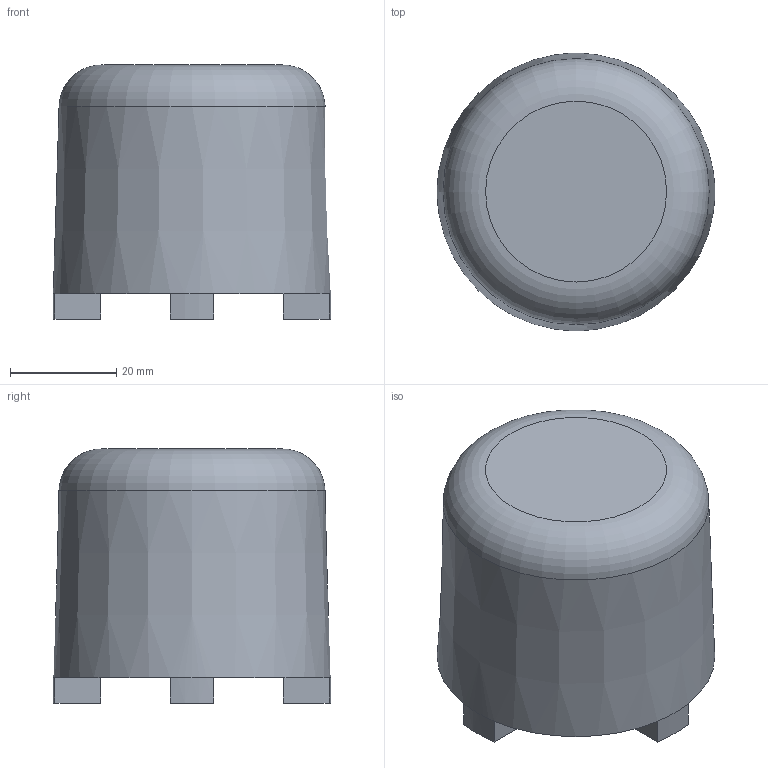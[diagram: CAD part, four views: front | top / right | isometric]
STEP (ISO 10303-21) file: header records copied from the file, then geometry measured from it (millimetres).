
FILE_DESCRIPTION(/* description */ ('STEP AP242','CAx-IF Rec.Pracs.---Representation and Presentation of Product Manufacturing Information (PMI)---4.0---2014-10-13','CAx-IF Rec.Pracs.---3D Tessellated Geometry---0.4---2014-09-14','2;1'),/* implementation_level */ '2;1');
FILE_NAME(/* name */ '6848fb2d57f05c3877b78bd5',/* time_stamp */ '2025-06-11T03:42:38Z',/* author */ (''),/* organization */ (''),/* preprocessor_version */ 'ST-DEVELOPER v20',/* originating_system */ 'ONSHAPE BY PTC INC, 1.199',/* authorisation */ ' ');
FILE_SCHEMA (('AP242_MANAGED_MODEL_BASED_3D_ENGINEERING_MIM_LF { 1 0 10303 442 1 1 4 }'));
Length unit declared in the file: metre
Products named in the file (1): Barrel
Bounding box: 52.12 x 52.09 x 47.75 mm (x, y, z)
Volume: 20070.2 mm3; surface area: 17667.8 mm2
Topology: 1 solids, 1 shells, 88 faces, 247 edges, 162 vertices
Faces by surface type: plane 64, cylinder 14, torus 8, cone 2
Full cylindrical faces by diameter (mm): 2.11 x2, 4 x8
Entity records: 2836 total; most frequent: CARTESIAN_POINT 636, ORIENTED_EDGE 448, DIRECTION 424, EDGE_CURVE 224, VERTEX_POINT 153, AXIS2_PLACEMENT_3D 145, LINE 134, VECTOR 134
